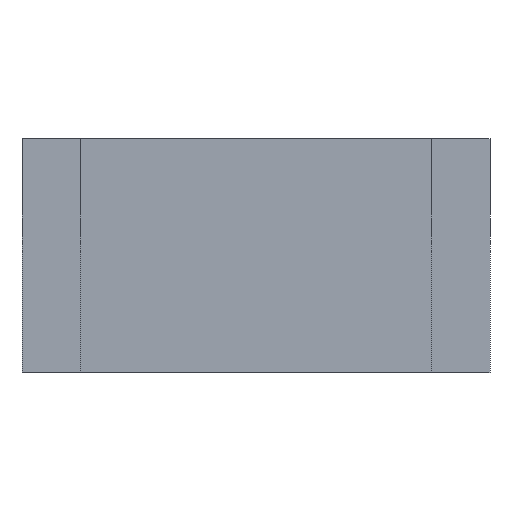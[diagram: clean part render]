
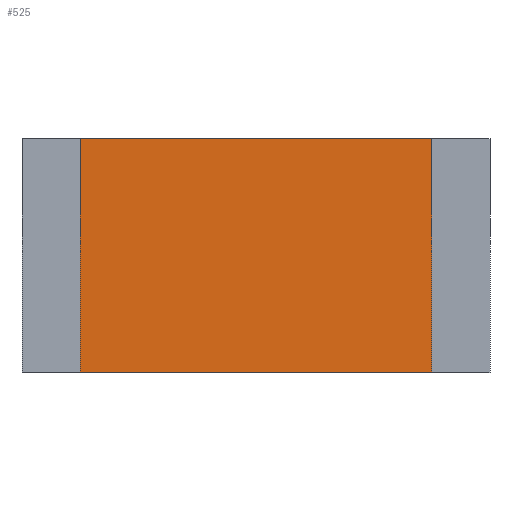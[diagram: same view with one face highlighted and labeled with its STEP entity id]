
A CAD part, front view. The second image highlights one B-rep face of the part: STEP entity #525.
In plain terms, the highlighted planar face has unit normal (0, -1, 0).
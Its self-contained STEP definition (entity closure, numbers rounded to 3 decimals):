
#2 = CARTESIAN_POINT ( 'NONE',  ( -2.4, 0., -7.968 ) ) ;
#77 = VERTEX_POINT ( 'NONE', #674 ) ;
#101 = DIRECTION ( 'NONE',  ( 0., 0., 1. ) ) ;
#147 = DIRECTION ( 'NONE',  ( 1., 0., 0. ) ) ;
#151 = CARTESIAN_POINT ( 'NONE',  ( -2.4, 0., 1.6 ) ) ;
#223 = ORIENTED_EDGE ( 'NONE', *, *, #355, .T. ) ;
#256 = LINE ( 'NONE', #748, #845 ) ;
#287 = VECTOR ( 'NONE', #147, 1000. ) ;
#289 = EDGE_LOOP ( 'NONE', ( #679, #486, #223, #814 ) ) ;
#293 = VERTEX_POINT ( 'NONE', #434 ) ;
#306 = PLANE ( 'NONE',  #357 ) ;
#341 = EDGE_CURVE ( 'NONE', #293, #782, #256, .T. ) ;
#343 = CARTESIAN_POINT ( 'NONE',  ( 2.4, 0., -7.968 ) ) ;
#355 = EDGE_CURVE ( 'NONE', #425, #77, #897, .T. ) ;
#357 = AXIS2_PLACEMENT_3D ( 'NONE', #2, #977, #395 ) ;
#395 = DIRECTION ( 'NONE',  ( 0., 0., -1. ) ) ;
#406 = VECTOR ( 'NONE', #918, 1000. ) ;
#425 = VERTEX_POINT ( 'NONE', #746 ) ;
#434 = CARTESIAN_POINT ( 'NONE',  ( -2.4, 0., -1.6 ) ) ;
#486 = ORIENTED_EDGE ( 'NONE', *, *, #522, .T. ) ;
#522 = EDGE_CURVE ( 'NONE', #293, #425, #1007, .T. ) ;
#525 = ADVANCED_FACE ( 'NONE', ( #653 ), #306, .T. ) ;
#592 = CARTESIAN_POINT ( 'NONE',  ( -2.4, 0., 1.6 ) ) ;
#608 = EDGE_CURVE ( 'NONE', #782, #77, #801, .T. ) ;
#653 = FACE_OUTER_BOUND ( 'NONE', #289, .T. ) ;
#674 = CARTESIAN_POINT ( 'NONE',  ( 2.4, 0., 1.6 ) ) ;
#679 = ORIENTED_EDGE ( 'NONE', *, *, #341, .F. ) ;
#726 = CARTESIAN_POINT ( 'NONE',  ( -2.4, 0., -1.6 ) ) ;
#746 = CARTESIAN_POINT ( 'NONE',  ( 2.4, 0., -1.6 ) ) ;
#748 = CARTESIAN_POINT ( 'NONE',  ( -2.4, 0., -7.968 ) ) ;
#780 = VECTOR ( 'NONE', #1052, 1000. ) ;
#782 = VERTEX_POINT ( 'NONE', #592 ) ;
#801 = LINE ( 'NONE', #151, #780 ) ;
#814 = ORIENTED_EDGE ( 'NONE', *, *, #608, .F. ) ;
#845 = VECTOR ( 'NONE', #101, 1000. ) ;
#897 = LINE ( 'NONE', #343, #406 ) ;
#918 = DIRECTION ( 'NONE',  ( 0., 0., 1. ) ) ;
#977 = DIRECTION ( 'NONE',  ( 0., -1., 0. ) ) ;
#1007 = LINE ( 'NONE', #726, #287 ) ;
#1052 = DIRECTION ( 'NONE',  ( 1., 0., 0. ) ) ;
